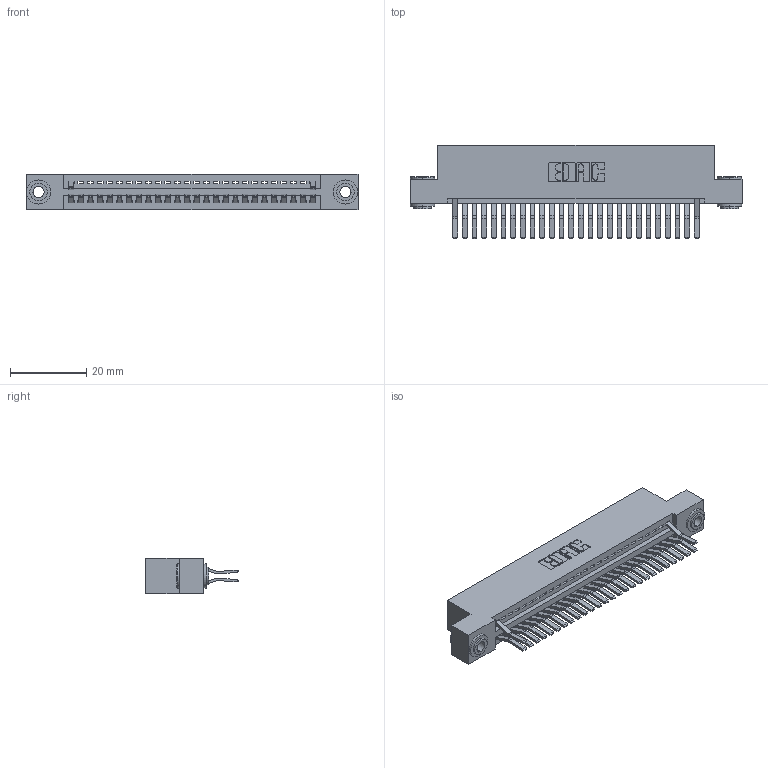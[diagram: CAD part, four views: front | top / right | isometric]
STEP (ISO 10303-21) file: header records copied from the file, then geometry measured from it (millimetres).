
FILE_DESCRIPTION (( 'STEP AP203' ), '1' );
FILE_NAME ('345-052-560-203.STEP', '2018-09-23T16:19:43', ( '' ), ( '' ), 'SwSTEP 2.0', 'SolidWorks 2016', '' );
FILE_SCHEMA (( 'CONFIG_CONTROL_DESIGN' ));
Length unit declared in the file: inch
Products named in the file (4): 345-052-560-203; 345 Part_Flush Mounting Lugs - 0.156 Dia-TH; 345-292-001_560 Tail; 345-250-002_345-250-002-102
Assembly tree (31 placements, depth 2):
  345-052-560-203
    345 Part_Flush Mounting Lugs - 0.156 Dia-TH
    345-292-001_560 Tail  x28
    345-250-002_345-250-002-102  x2
Bounding box: 87.25 x 24.45 x 9.4 mm (x, y, z)
Volume: 8313.5 mm3; surface area: 11430.5 mm2
Topology: 31 solids, 31 shells, 1812 faces, 5405 edges, 3562 vertices
Faces by surface type: plane 1182, cylinder 622, cone 8
Entity records: 22524 total; most frequent: CARTESIAN_POINT 3871, ORIENTED_EDGE 3822, DIRECTION 3441, EDGE_CURVE 1911, LINE 1647, VECTOR 1647, VERTEX_POINT 1270, AXIS2_PLACEMENT_3D 897
